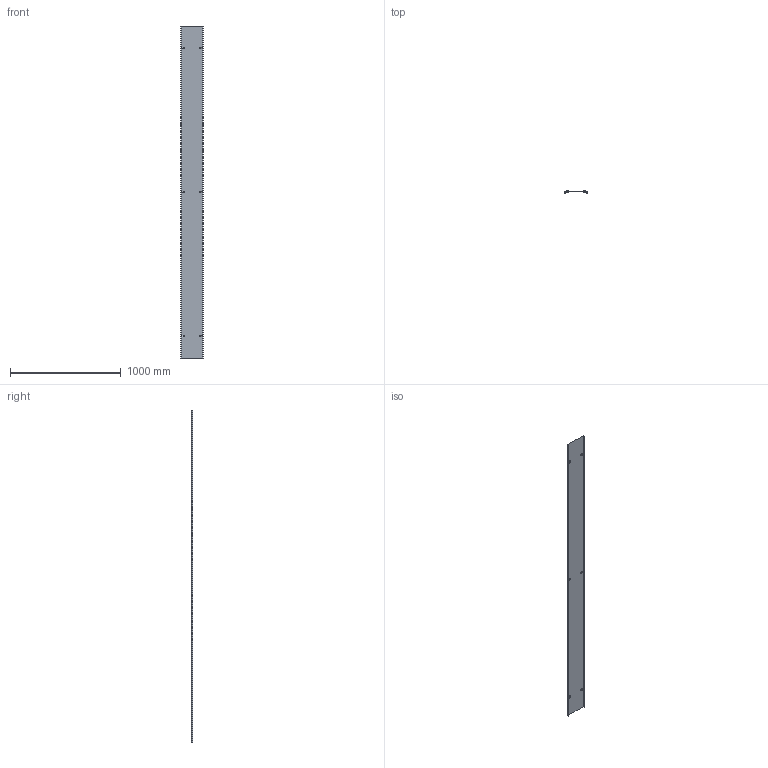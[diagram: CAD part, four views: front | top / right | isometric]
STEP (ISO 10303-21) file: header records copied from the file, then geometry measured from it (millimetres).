
FILE_DESCRIPTION(/* description */ (''),/* implementation_level */ '2;1');
FILE_NAME(/* name */ '6080885',/* time_stamp */ '2014-03-26T10:42:57+01:00',/* author */ (''),/* organization */ (''),/* preprocessor_version */ 'ST-DEVELOPER v15',/* originating_system */ '',/* authorisation */ '');
FILE_SCHEMA (('AUTOMOTIVE_DESIGN'));
Length unit declared in the file: millimetre
Products named in the file (2): Document; Block 01
Assembly tree (1 placements, depth 2):
  Document
    Block 01
Bounding box: 203 x 16.96 x 3000 mm (x, y, z)
Volume: 686150.4 mm3; surface area: 1369155.9 mm2
Topology: 13 solids, 13 shells, 680 faces, 1878 edges, 1242 vertices
Faces by surface type: bspline 384, plane 296
Entity records: 28159 total; most frequent: CARTESIAN_POINT 17136, ORIENTED_EDGE 3756, EDGE_CURVE 1878, VERTEX_POINT 1242, B_SPLINE_CURVE_WITH_KNOTS 1030, EDGE_LOOP 722, ADVANCED_FACE 680, FACE_OUTER_BOUND 680
